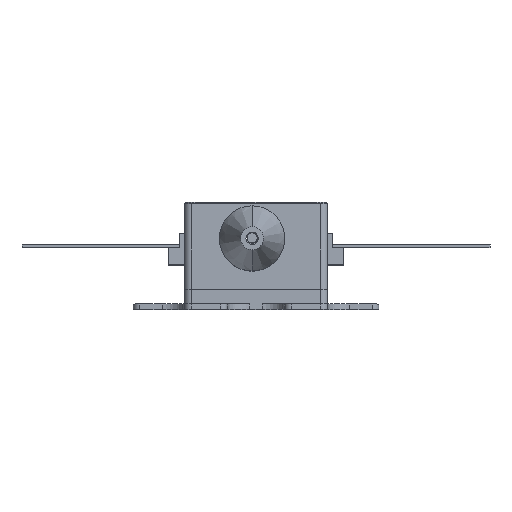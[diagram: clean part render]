
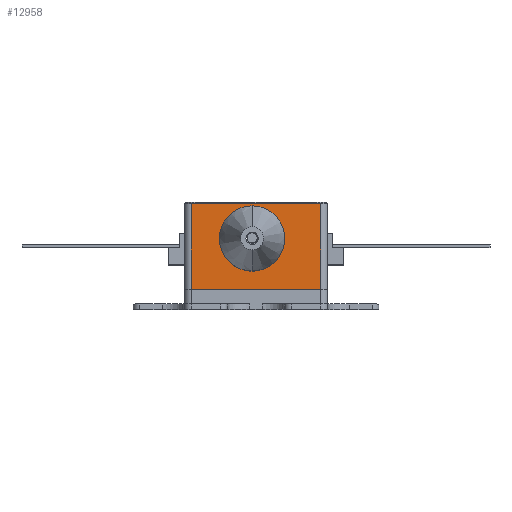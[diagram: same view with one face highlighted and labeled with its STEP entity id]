
A CAD part, top view. The second image highlights one B-rep face of the part: STEP entity #12958.
In plain terms, the highlighted planar face has unit normal (0, 0, 1).
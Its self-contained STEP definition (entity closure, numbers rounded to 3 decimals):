
#12858 = VERTEX_POINT ( 'NONE', #18230 ) ;
#12859 = ORIENTED_EDGE ( 'NONE', *, *, #12860, .F. ) ;
#12860 = EDGE_CURVE ( 'NONE', #12858, #12962, #18235, .T. ) ;
#12861 = EDGE_LOOP ( 'NONE', ( #12862, #12865, #12923, #12925 ) ) ;
#12862 = ORIENTED_EDGE ( 'NONE', *, *, #12863, .T. ) ;
#12863 = EDGE_CURVE ( 'NONE', #12955, #12864, #18191, .T. ) ;
#12864 = VERTEX_POINT ( 'NONE', #18254 ) ;
#12865 = ORIENTED_EDGE ( 'NONE', *, *, #12866, .T. ) ;
#12866 = EDGE_CURVE ( 'NONE', #12864, #12867, #18158, .T. ) ;
#12867 = VERTEX_POINT ( 'NONE', #18199 ) ;
#12923 = ORIENTED_EDGE ( 'NONE', *, *, #12924, .T. ) ;
#12924 = EDGE_CURVE ( 'NONE', #12867, #12951, #18300, .T. ) ;
#12925 = ORIENTED_EDGE ( 'NONE', *, *, #12957, .T. ) ;
#12951 = VERTEX_POINT ( 'NONE', #18428 ) ;
#12955 = VERTEX_POINT ( 'NONE', #18457 ) ;
#12957 = EDGE_CURVE ( 'NONE', #12951, #12955, #18456, .T. ) ;
#12958 = ADVANCED_FACE ( 'NONE', ( #18455, #18459 ), #18452, .T. ) ;
#12959 = EDGE_LOOP ( 'NONE', ( #12960, #12859 ) ) ;
#12960 = ORIENTED_EDGE ( 'NONE', *, *, #12961, .F. ) ;
#12961 = EDGE_CURVE ( 'NONE', #12962, #12858, #18443, .T. ) ;
#12962 = VERTEX_POINT ( 'NONE', #18472 ) ;
#18155 = DIRECTION ( 'NONE',  ( 0., -1., 0. ) ) ;
#18156 = VECTOR ( 'NONE', #18155, 1000. ) ;
#18157 = CARTESIAN_POINT ( 'NONE',  ( -28.174, -2.714, 17.488 ) ) ;
#18158 = LINE ( 'NONE', #18157, #18156 ) ;
#18188 = DIRECTION ( 'NONE',  ( -1., 0., 0. ) ) ;
#18189 = VECTOR ( 'NONE', #18188, 1000. ) ;
#18190 = CARTESIAN_POINT ( 'NONE',  ( -28.774, 4.886, 17.488 ) ) ;
#18191 = LINE ( 'NONE', #18190, #18189 ) ;
#18199 = CARTESIAN_POINT ( 'NONE',  ( -28.174, -2.714, 17.488 ) ) ;
#18230 = CARTESIAN_POINT ( 'NONE',  ( -24.358, 1.786, 17.488 ) ) ;
#18233 = CARTESIAN_POINT ( 'NONE',  ( -22.768, 1.786, 17.488 ) ) ;
#18234 = AXIS2_PLACEMENT_3D ( 'NONE', #18233, #18251, #18250 ) ;
#18235 = CIRCLE ( 'NONE', #18234, 1.59 ) ;
#18250 = DIRECTION ( 'NONE',  ( 1., 0., 0. ) ) ;
#18251 = DIRECTION ( 'NONE',  ( 0., 0., 1. ) ) ;
#18254 = CARTESIAN_POINT ( 'NONE',  ( -28.174, 4.886, 17.488 ) ) ;
#18297 = DIRECTION ( 'NONE',  ( 1., 0., 0. ) ) ;
#18298 = VECTOR ( 'NONE', #18297, 1000. ) ;
#18299 = CARTESIAN_POINT ( 'NONE',  ( -28.774, -2.714, 17.488 ) ) ;
#18300 = LINE ( 'NONE', #18299, #18298 ) ;
#18424 = CARTESIAN_POINT ( 'NONE',  ( -22.768, 1.786, 17.488 ) ) ;
#18428 = CARTESIAN_POINT ( 'NONE',  ( -16.674, -2.714, 17.488 ) ) ;
#18430 = AXIS2_PLACEMENT_3D ( 'NONE', #18451, #18446, #18445 ) ;
#18435 = CARTESIAN_POINT ( 'NONE',  ( -16.674, 4.886, 17.488 ) ) ;
#18436 = DIRECTION ( 'NONE',  ( 0., 1., 0. ) ) ;
#18437 = VECTOR ( 'NONE', #18436, 1000. ) ;
#18442 = AXIS2_PLACEMENT_3D ( 'NONE', #18424, #18470, #18463 ) ;
#18443 = CIRCLE ( 'NONE', #18442, 1.59 ) ;
#18445 = DIRECTION ( 'NONE',  ( 1., 0., 0. ) ) ;
#18446 = DIRECTION ( 'NONE',  ( 0., 0., 1. ) ) ;
#18451 = CARTESIAN_POINT ( 'NONE',  ( -28.774, -2.714, 17.488 ) ) ;
#18452 = PLANE ( 'NONE',  #18430 ) ;
#18455 = FACE_BOUND ( 'NONE', #12959, .T. ) ;
#18456 = LINE ( 'NONE', #18435, #18437 ) ;
#18457 = CARTESIAN_POINT ( 'NONE',  ( -16.674, 4.886, 17.488 ) ) ;
#18459 = FACE_OUTER_BOUND ( 'NONE', #12861, .T. ) ;
#18463 = DIRECTION ( 'NONE',  ( 1., 0., 0. ) ) ;
#18470 = DIRECTION ( 'NONE',  ( 0., 0., 1. ) ) ;
#18472 = CARTESIAN_POINT ( 'NONE',  ( -21.178, 1.786, 17.488 ) ) ;
